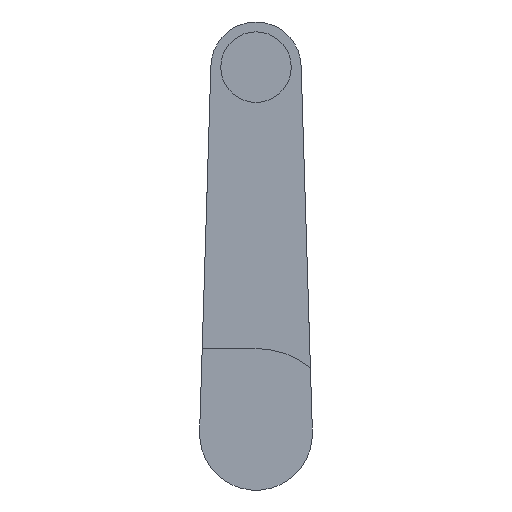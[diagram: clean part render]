
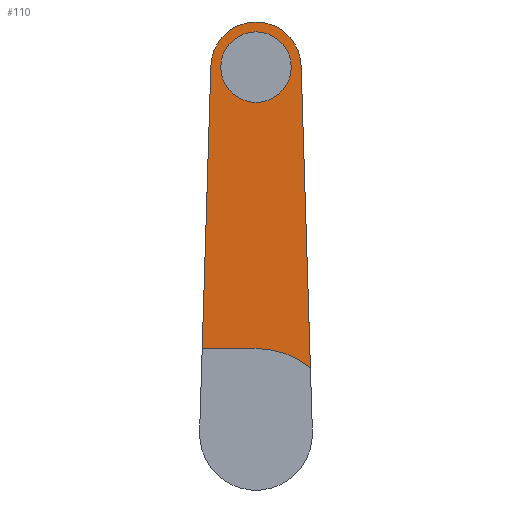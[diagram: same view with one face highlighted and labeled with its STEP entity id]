
A CAD part, front view. The second image highlights one B-rep face of the part: STEP entity #110.
In plain terms, the highlighted planar face has unit normal (0, -1, 0).
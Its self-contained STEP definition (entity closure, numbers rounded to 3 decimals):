
#3 = DIRECTION ( 'NONE',  ( 0., 0., 1. ) ) ;
#15 = CARTESIAN_POINT ( 'NONE',  ( 0., -1.5, -6.5 ) ) ;
#17 = PLANE ( 'NONE',  #792 ) ;
#40 = CARTESIAN_POINT ( 'NONE',  ( 1.599, -1.5, 6.549 ) ) ;
#43 = LINE ( 'NONE', #577, #960 ) ;
#54 = ORIENTED_EDGE ( 'NONE', *, *, #783, .F. ) ;
#63 = CARTESIAN_POINT ( 'NONE',  ( -1.599, -1.5, 6.549 ) ) ;
#70 = CARTESIAN_POINT ( 'NONE',  ( 0., -1.5, -3.475 ) ) ;
#80 = ORIENTED_EDGE ( 'NONE', *, *, #925, .F. ) ;
#104 = DIRECTION ( 'NONE',  ( 0., 0., 1. ) ) ;
#110 = ADVANCED_FACE ( 'NONE', ( #685, #158 ), #17, .F. ) ;
#113 = LINE ( 'NONE', #790, #637 ) ;
#120 = EDGE_CURVE ( 'NONE', #827, #740, #739, .T. ) ;
#124 = VERTEX_POINT ( 'NONE', #169 ) ;
#158 = FACE_OUTER_BOUND ( 'NONE', #732, .T. ) ;
#169 = CARTESIAN_POINT ( 'NONE',  ( -1.908, -1.5, -3.475 ) ) ;
#170 = DIRECTION ( 'NONE',  ( 0., 0., -1. ) ) ;
#179 = EDGE_CURVE ( 'NONE', #588, #364, #113, .T. ) ;
#187 = EDGE_CURVE ( 'NONE', #827, #124, #43, .T. ) ;
#197 = AXIS2_PLACEMENT_3D ( 'NONE', #15, #754, #170 ) ;
#226 = AXIS2_PLACEMENT_3D ( 'NONE', #604, #529, #3 ) ;
#256 = ORIENTED_EDGE ( 'NONE', *, *, #678, .F. ) ;
#257 = DIRECTION ( 'NONE',  ( -1., 0., 0. ) ) ;
#274 = EDGE_CURVE ( 'NONE', #644, #124, #354, .T. ) ;
#307 = CIRCLE ( 'NONE', #226, 1.25 ) ;
#308 = DIRECTION ( 'NONE',  ( 0., 1., 0. ) ) ;
#354 = LINE ( 'NONE', #923, #839 ) ;
#364 = VERTEX_POINT ( 'NONE', #818 ) ;
#377 = CARTESIAN_POINT ( 'NONE',  ( 0., -1.5, 6.5 ) ) ;
#384 = CARTESIAN_POINT ( 'NONE',  ( 0., -1.5, 6.5 ) ) ;
#390 = ORIENTED_EDGE ( 'NONE', *, *, #806, .F. ) ;
#393 = AXIS2_PLACEMENT_3D ( 'NONE', #845, #401, #695 ) ;
#401 = DIRECTION ( 'NONE',  ( 0., 1., 0. ) ) ;
#451 = DIRECTION ( 'NONE',  ( 0., -1., 0. ) ) ;
#522 = CARTESIAN_POINT ( 'NONE',  ( 0., -1.5, 5.25 ) ) ;
#529 = DIRECTION ( 'NONE',  ( 0., -1., 0. ) ) ;
#551 = DIRECTION ( 'NONE',  ( 0., 1., 0. ) ) ;
#552 = CIRCLE ( 'NONE', #891, 1.6 ) ;
#574 = DIRECTION ( 'NONE',  ( -0.031, 0., -1. ) ) ;
#577 = CARTESIAN_POINT ( 'NONE',  ( -1.799, -1.5, 0.055 ) ) ;
#578 = VERTEX_POINT ( 'NONE', #716 ) ;
#588 = VERTEX_POINT ( 'NONE', #40 ) ;
#600 = CARTESIAN_POINT ( 'NONE',  ( 0., -1.5, 8.1 ) ) ;
#604 = CARTESIAN_POINT ( 'NONE',  ( 0., -1.5, 6.5 ) ) ;
#618 = CIRCLE ( 'NONE', #197, 3.025 ) ;
#633 = DIRECTION ( 'NONE',  ( 0.031, 0., -1. ) ) ;
#636 = EDGE_LOOP ( 'NONE', ( #54, #256 ) ) ;
#637 = VECTOR ( 'NONE', #633, 1000. ) ;
#644 = VERTEX_POINT ( 'NONE', #70 ) ;
#678 = EDGE_CURVE ( 'NONE', #918, #578, #830, .T. ) ;
#683 = ORIENTED_EDGE ( 'NONE', *, *, #120, .F. ) ;
#685 = FACE_BOUND ( 'NONE', #636, .T. ) ;
#694 = ORIENTED_EDGE ( 'NONE', *, *, #179, .F. ) ;
#695 = DIRECTION ( 'NONE',  ( 0., 0., 1. ) ) ;
#716 = CARTESIAN_POINT ( 'NONE',  ( 0., -1.5, 7.75 ) ) ;
#732 = EDGE_LOOP ( 'NONE', ( #770, #810, #80, #694, #390, #683 ) ) ;
#739 = CIRCLE ( 'NONE', #393, 1.6 ) ;
#740 = VERTEX_POINT ( 'NONE', #600 ) ;
#754 = DIRECTION ( 'NONE',  ( 0., -1., 0. ) ) ;
#766 = AXIS2_PLACEMENT_3D ( 'NONE', #377, #451, #961 ) ;
#770 = ORIENTED_EDGE ( 'NONE', *, *, #187, .T. ) ;
#783 = EDGE_CURVE ( 'NONE', #578, #918, #307, .T. ) ;
#790 = CARTESIAN_POINT ( 'NONE',  ( 1.799, -1.5, 0.055 ) ) ;
#792 = AXIS2_PLACEMENT_3D ( 'NONE', #850, #551, #104 ) ;
#806 = EDGE_CURVE ( 'NONE', #740, #588, #552, .T. ) ;
#810 = ORIENTED_EDGE ( 'NONE', *, *, #274, .F. ) ;
#818 = CARTESIAN_POINT ( 'NONE',  ( 1.929, -1.5, -4.17 ) ) ;
#827 = VERTEX_POINT ( 'NONE', #63 ) ;
#830 = CIRCLE ( 'NONE', #766, 1.25 ) ;
#839 = VECTOR ( 'NONE', #257, 1000. ) ;
#845 = CARTESIAN_POINT ( 'NONE',  ( 0., -1.5, 6.5 ) ) ;
#850 = CARTESIAN_POINT ( 'NONE',  ( 0., -1.5, 0. ) ) ;
#874 = DIRECTION ( 'NONE',  ( 0., 0., 1. ) ) ;
#891 = AXIS2_PLACEMENT_3D ( 'NONE', #384, #308, #874 ) ;
#918 = VERTEX_POINT ( 'NONE', #522 ) ;
#923 = CARTESIAN_POINT ( 'NONE',  ( 0., -1.5, -3.475 ) ) ;
#925 = EDGE_CURVE ( 'NONE', #364, #644, #618, .T. ) ;
#960 = VECTOR ( 'NONE', #574, 1000. ) ;
#961 = DIRECTION ( 'NONE',  ( 0., 0., 1. ) ) ;
